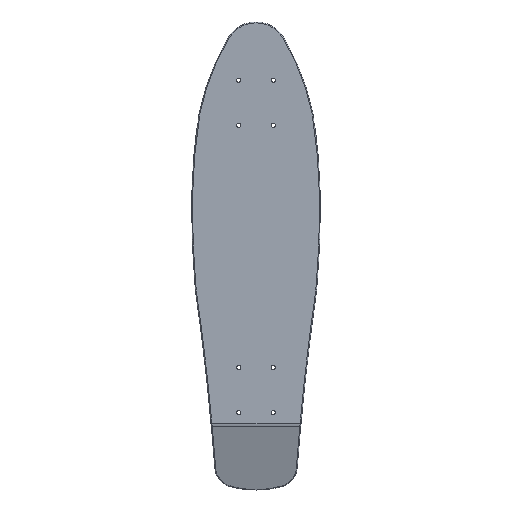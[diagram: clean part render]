
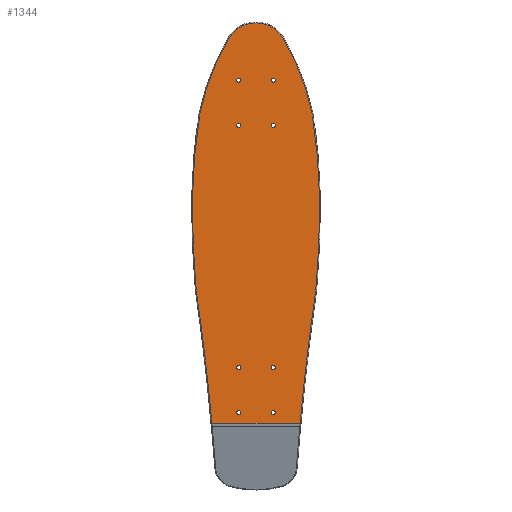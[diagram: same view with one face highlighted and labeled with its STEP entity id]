
A CAD part, front view. The second image highlights one B-rep face of the part: STEP entity #1344.
In plain terms, the highlighted planar face has unit normal (0, -1, 0).
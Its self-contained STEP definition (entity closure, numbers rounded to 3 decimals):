
#23=FACE_BOUND('',#397,.T.);
#24=FACE_BOUND('',#398,.T.);
#25=FACE_BOUND('',#399,.T.);
#26=FACE_BOUND('',#400,.T.);
#27=FACE_BOUND('',#401,.T.);
#28=FACE_BOUND('',#402,.T.);
#29=FACE_BOUND('',#403,.T.);
#30=FACE_BOUND('',#404,.T.);
#158=LINE('',#2347,#198);
#198=VECTOR('',#1671,10.);
#306=FACE_OUTER_BOUND('',#396,.T.);
#396=EDGE_LOOP('',(#1054,#1055,#1056,#1057,#1058,#1059,#1060,#1061,#1062,
#1063,#1064));
#397=EDGE_LOOP('',(#1065));
#398=EDGE_LOOP('',(#1066));
#399=EDGE_LOOP('',(#1067));
#400=EDGE_LOOP('',(#1068));
#401=EDGE_LOOP('',(#1069));
#402=EDGE_LOOP('',(#1070));
#403=EDGE_LOOP('',(#1071));
#404=EDGE_LOOP('',(#1072));
#483=CIRCLE('',#1472,3063.584);
#485=CIRCLE('',#1475,3162.749);
#489=CIRCLE('',#1480,719.734);
#490=CIRCLE('',#1482,294.952);
#495=CIRCLE('',#1488,37.808);
#498=CIRCLE('',#1492,37.808);
#500=CIRCLE('',#1495,294.952);
#501=CIRCLE('',#1497,719.734);
#505=CIRCLE('',#1502,3162.749);
#506=CIRCLE('',#1504,3063.584);
#508=CIRCLE('',#1512,2.5);
#509=CIRCLE('',#1513,2.5);
#510=CIRCLE('',#1514,2.5);
#511=CIRCLE('',#1515,2.5);
#512=CIRCLE('',#1516,2.5);
#513=CIRCLE('',#1517,2.5);
#514=CIRCLE('',#1518,2.5);
#515=CIRCLE('',#1519,2.5);
#580=VERTEX_POINT('',#2305);
#583=VERTEX_POINT('',#2334);
#609=VERTEX_POINT('',#2691);
#611=VERTEX_POINT('',#2708);
#614=VERTEX_POINT('',#2716);
#615=VERTEX_POINT('',#2731);
#617=VERTEX_POINT('',#2737);
#619=VERTEX_POINT('',#2743);
#622=VERTEX_POINT('',#2751);
#623=VERTEX_POINT('',#2766);
#625=VERTEX_POINT('',#2773);
#630=VERTEX_POINT('',#2979);
#631=VERTEX_POINT('',#2981);
#632=VERTEX_POINT('',#2983);
#633=VERTEX_POINT('',#2985);
#634=VERTEX_POINT('',#2987);
#635=VERTEX_POINT('',#2989);
#636=VERTEX_POINT('',#2991);
#637=VERTEX_POINT('',#2993);
#718=EDGE_CURVE('',#580,#583,#158,.T.);
#753=EDGE_CURVE('',#583,#609,#483,.T.);
#756=EDGE_CURVE('',#609,#611,#485,.T.);
#760=EDGE_CURVE('',#611,#614,#489,.T.);
#762=EDGE_CURVE('',#614,#615,#490,.T.);
#767=EDGE_CURVE('',#615,#617,#495,.T.);
#770=EDGE_CURVE('',#617,#619,#498,.T.);
#772=EDGE_CURVE('',#619,#622,#500,.T.);
#774=EDGE_CURVE('',#622,#623,#501,.T.);
#778=EDGE_CURVE('',#623,#625,#505,.T.);
#780=EDGE_CURVE('',#625,#580,#506,.T.);
#790=EDGE_CURVE('',#630,#630,#508,.T.);
#791=EDGE_CURVE('',#631,#631,#509,.T.);
#792=EDGE_CURVE('',#632,#632,#510,.T.);
#793=EDGE_CURVE('',#633,#633,#511,.T.);
#794=EDGE_CURVE('',#634,#634,#512,.T.);
#795=EDGE_CURVE('',#635,#635,#513,.T.);
#796=EDGE_CURVE('',#636,#636,#514,.T.);
#797=EDGE_CURVE('',#637,#637,#515,.T.);
#1054=ORIENTED_EDGE('',*,*,#718,.F.);
#1055=ORIENTED_EDGE('',*,*,#780,.F.);
#1056=ORIENTED_EDGE('',*,*,#778,.F.);
#1057=ORIENTED_EDGE('',*,*,#774,.F.);
#1058=ORIENTED_EDGE('',*,*,#772,.F.);
#1059=ORIENTED_EDGE('',*,*,#770,.F.);
#1060=ORIENTED_EDGE('',*,*,#767,.F.);
#1061=ORIENTED_EDGE('',*,*,#762,.F.);
#1062=ORIENTED_EDGE('',*,*,#760,.F.);
#1063=ORIENTED_EDGE('',*,*,#756,.F.);
#1064=ORIENTED_EDGE('',*,*,#753,.F.);
#1065=ORIENTED_EDGE('',*,*,#790,.T.);
#1066=ORIENTED_EDGE('',*,*,#791,.T.);
#1067=ORIENTED_EDGE('',*,*,#792,.T.);
#1068=ORIENTED_EDGE('',*,*,#793,.T.);
#1069=ORIENTED_EDGE('',*,*,#794,.T.);
#1070=ORIENTED_EDGE('',*,*,#795,.T.);
#1071=ORIENTED_EDGE('',*,*,#796,.T.);
#1072=ORIENTED_EDGE('',*,*,#797,.T.);
#1298=PLANE('',#1511);
#1344=ADVANCED_FACE('',(#306,#23,#24,#25,#26,#27,#28,#29,#30),#1298,.F.);
#1472=AXIS2_PLACEMENT_3D('',#2692,#1734,#1735);
#1475=AXIS2_PLACEMENT_3D('',#2709,#1740,#1741);
#1480=AXIS2_PLACEMENT_3D('',#2717,#1750,#1751);
#1482=AXIS2_PLACEMENT_3D('',#2732,#1754,#1755);
#1488=AXIS2_PLACEMENT_3D('',#2741,#1766,#1767);
#1492=AXIS2_PLACEMENT_3D('',#2747,#1774,#1775);
#1495=AXIS2_PLACEMENT_3D('',#2752,#1780,#1781);
#1497=AXIS2_PLACEMENT_3D('',#2767,#1784,#1785);
#1502=AXIS2_PLACEMENT_3D('',#2774,#1794,#1795);
#1504=AXIS2_PLACEMENT_3D('',#2788,#1798,#1799);
#1511=AXIS2_PLACEMENT_3D('',#2978,#1812,#1813);
#1512=AXIS2_PLACEMENT_3D('',#2980,#1814,#1815);
#1513=AXIS2_PLACEMENT_3D('',#2982,#1816,#1817);
#1514=AXIS2_PLACEMENT_3D('',#2984,#1818,#1819);
#1515=AXIS2_PLACEMENT_3D('',#2986,#1820,#1821);
#1516=AXIS2_PLACEMENT_3D('',#2988,#1822,#1823);
#1517=AXIS2_PLACEMENT_3D('',#2990,#1824,#1825);
#1518=AXIS2_PLACEMENT_3D('',#2992,#1826,#1827);
#1519=AXIS2_PLACEMENT_3D('',#2994,#1828,#1829);
#1671=DIRECTION('',(-1.,0.,0.));
#1734=DIRECTION('center_axis',(0.,-1.,0.));
#1735=DIRECTION('ref_axis',(0.993,0.,0.117));
#1740=DIRECTION('center_axis',(0.,1.,0.));
#1741=DIRECTION('ref_axis',(-0.998,0.,-0.06));
#1750=DIRECTION('center_axis',(0.,1.,0.));
#1751=DIRECTION('ref_axis',(-0.999,0.,0.054));
#1754=DIRECTION('center_axis',(0.,1.,0.));
#1755=DIRECTION('ref_axis',(-0.934,0.,0.356));
#1766=DIRECTION('center_axis',(0.,1.,0.));
#1767=DIRECTION('ref_axis',(-0.498,0.,0.867));
#1774=DIRECTION('center_axis',(0.,1.,0.));
#1775=DIRECTION('ref_axis',(0.498,0.,0.867));
#1780=DIRECTION('center_axis',(0.,1.,0.));
#1781=DIRECTION('ref_axis',(0.934,0.,0.356));
#1784=DIRECTION('center_axis',(0.,1.,0.));
#1785=DIRECTION('ref_axis',(0.999,0.,0.054));
#1794=DIRECTION('center_axis',(0.,1.,0.));
#1795=DIRECTION('ref_axis',(0.998,0.,-0.06));
#1798=DIRECTION('center_axis',(0.,-1.,0.));
#1799=DIRECTION('ref_axis',(-0.993,0.,0.117));
#1812=DIRECTION('center_axis',(0.,1.,0.));
#1813=DIRECTION('ref_axis',(0.,0.,1.));
#1814=DIRECTION('center_axis',(0.,1.,0.));
#1815=DIRECTION('ref_axis',(-1.,0.,0.));
#1816=DIRECTION('center_axis',(0.,1.,0.));
#1817=DIRECTION('ref_axis',(-1.,0.,0.));
#1818=DIRECTION('center_axis',(0.,1.,0.));
#1819=DIRECTION('ref_axis',(-1.,0.,0.));
#1820=DIRECTION('center_axis',(0.,1.,0.));
#1821=DIRECTION('ref_axis',(-1.,0.,0.));
#1822=DIRECTION('center_axis',(0.,1.,0.));
#1823=DIRECTION('ref_axis',(-1.,0.,0.));
#1824=DIRECTION('center_axis',(0.,1.,0.));
#1825=DIRECTION('ref_axis',(-1.,0.,0.));
#1826=DIRECTION('center_axis',(0.,1.,0.));
#1827=DIRECTION('ref_axis',(-1.,0.,0.));
#1828=DIRECTION('center_axis',(0.,1.,0.));
#1829=DIRECTION('ref_axis',(-1.,0.,0.));
#2305=CARTESIAN_POINT('',(52.266,0.,-190.416));
#2334=CARTESIAN_POINT('',(-53.049,0.,-190.416));
#2347=CARTESIAN_POINT('',(37.304,0.,-190.416));
#2691=CARTESIAN_POINT('',(-71.949,0.,-30.287));
#2692=CARTESIAN_POINT('Origin',(-3103.91,0.,-469.329));
#2708=CARTESIAN_POINT('',(-75.492,0.,28.328));
#2709=CARTESIAN_POINT('Origin',(3083.131,0.,189.83));
#2716=CARTESIAN_POINT('',(-67.412,0.,178.665));
#2717=CARTESIAN_POINT('Origin',(643.303,0.,65.081));
#2731=CARTESIAN_POINT('',(-33.036,0.,268.747));
#2732=CARTESIAN_POINT('Origin',(221.639,0.,119.962));
#2737=CARTESIAN_POINT('',(-0.392,0.,287.483));
#2741=CARTESIAN_POINT('Origin',(-0.391,0.,249.675));
#2743=CARTESIAN_POINT('',(32.253,0.,268.747));
#2747=CARTESIAN_POINT('Origin',(-0.392,0.,249.675));
#2751=CARTESIAN_POINT('',(66.629,0.,178.665));
#2752=CARTESIAN_POINT('Origin',(-222.422,0.,119.962));
#2766=CARTESIAN_POINT('',(74.709,0.,28.328));
#2767=CARTESIAN_POINT('Origin',(-644.086,0.,65.081));
#2773=CARTESIAN_POINT('',(71.166,0.,-30.287));
#2774=CARTESIAN_POINT('Origin',(-3083.914,0.,189.83));
#2788=CARTESIAN_POINT('Origin',(3103.127,0.,-469.329));
#2978=CARTESIAN_POINT('Origin',(-0.392,0.,9.083));
#2979=CARTESIAN_POINT('',(-18.529,0.,219.075));
#2980=CARTESIAN_POINT('Origin',(-21.029,0.,219.075));
#2981=CARTESIAN_POINT('',(22.746,0.,219.075));
#2982=CARTESIAN_POINT('Origin',(20.246,0.,219.075));
#2983=CARTESIAN_POINT('',(-18.529,0.,165.1));
#2984=CARTESIAN_POINT('Origin',(-21.029,0.,165.1));
#2985=CARTESIAN_POINT('',(22.746,0.,165.1));
#2986=CARTESIAN_POINT('Origin',(20.246,0.,165.1));
#2987=CARTESIAN_POINT('',(-18.529,0.,-123.952));
#2988=CARTESIAN_POINT('Origin',(-21.029,0.,-123.952));
#2989=CARTESIAN_POINT('',(22.746,0.,-123.952));
#2990=CARTESIAN_POINT('Origin',(20.246,0.,-123.952));
#2991=CARTESIAN_POINT('',(-18.529,0.,-177.927));
#2992=CARTESIAN_POINT('Origin',(-21.029,0.,-177.927));
#2993=CARTESIAN_POINT('',(22.746,0.,-177.927));
#2994=CARTESIAN_POINT('Origin',(20.246,0.,-177.927));
